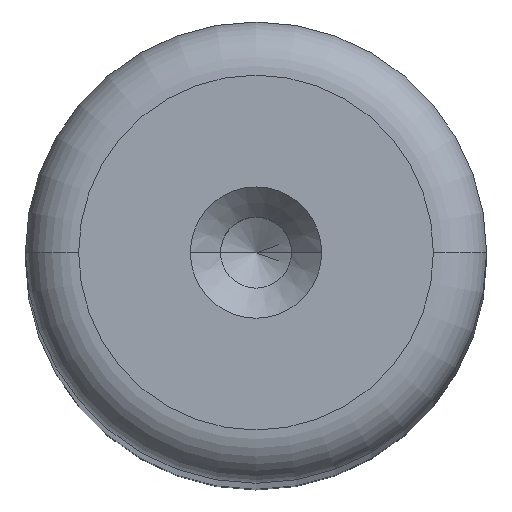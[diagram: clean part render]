
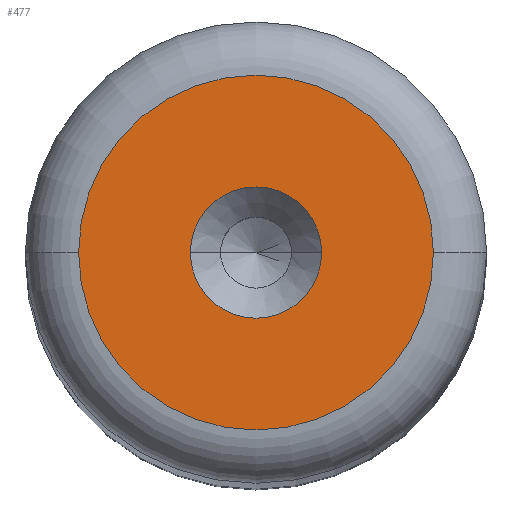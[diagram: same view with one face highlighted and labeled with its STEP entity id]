
A CAD part, top view. The second image highlights one B-rep face of the part: STEP entity #477.
In plain terms, the highlighted planar face has unit normal (0, 0, 1).
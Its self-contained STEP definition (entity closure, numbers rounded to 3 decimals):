
#2 = EDGE_CURVE ( 'NONE', #849, #1527, #353, .T. ) ;
#49 = EDGE_LOOP ( 'NONE', ( #1247, #639 ) ) ;
#65 = CARTESIAN_POINT ( 'NONE',  ( -5., 0., 110. ) ) ;
#82 = CARTESIAN_POINT ( 'NONE',  ( -1.85, 0., 110. ) ) ;
#83 = DIRECTION ( 'NONE',  ( 0., 0., 1. ) ) ;
#263 = DIRECTION ( 'NONE',  ( 1., 0., 0. ) ) ;
#280 = DIRECTION ( 'NONE',  ( 0., 0., 1. ) ) ;
#353 = CIRCLE ( 'NONE', #971, 5. ) ;
#370 = DIRECTION ( 'NONE',  ( 1., 0., 0. ) ) ;
#375 = AXIS2_PLACEMENT_3D ( 'NONE', #1259, #280, #263 ) ;
#477 = ADVANCED_FACE ( 'NONE', ( #1548, #672 ), #825, .T. ) ;
#479 = CARTESIAN_POINT ( 'NONE',  ( 0., 0., 110. ) ) ;
#568 = CARTESIAN_POINT ( 'NONE',  ( 0., 0., 110. ) ) ;
#595 = DIRECTION ( 'NONE',  ( 1., 0., 0. ) ) ;
#608 = AXIS2_PLACEMENT_3D ( 'NONE', #830, #83, #939 ) ;
#626 = AXIS2_PLACEMENT_3D ( 'NONE', #568, #1399, #685 ) ;
#639 = ORIENTED_EDGE ( 'NONE', *, *, #2, .T. ) ;
#672 = FACE_OUTER_BOUND ( 'NONE', #49, .T. ) ;
#685 = DIRECTION ( 'NONE',  ( 1., 0., 0. ) ) ;
#725 = EDGE_LOOP ( 'NONE', ( #1038, #960 ) ) ;
#743 = CARTESIAN_POINT ( 'NONE',  ( 0., 0., 110. ) ) ;
#748 = DIRECTION ( 'NONE',  ( 0., 0., 1. ) ) ;
#825 = PLANE ( 'NONE',  #375 ) ;
#830 = CARTESIAN_POINT ( 'NONE',  ( 0., 0., 110. ) ) ;
#849 = VERTEX_POINT ( 'NONE', #65 ) ;
#890 = CARTESIAN_POINT ( 'NONE',  ( 5., 0., 110. ) ) ;
#925 = AXIS2_PLACEMENT_3D ( 'NONE', #479, #1298, #595 ) ;
#939 = DIRECTION ( 'NONE',  ( 1., 0., 0. ) ) ;
#960 = ORIENTED_EDGE ( 'NONE', *, *, #969, .F. ) ;
#969 = EDGE_CURVE ( 'NONE', #1422, #1506, #1186, .T. ) ;
#971 = AXIS2_PLACEMENT_3D ( 'NONE', #743, #748, #370 ) ;
#976 = CIRCLE ( 'NONE', #626, 5. ) ;
#1004 = EDGE_CURVE ( 'NONE', #1506, #1422, #1406, .T. ) ;
#1038 = ORIENTED_EDGE ( 'NONE', *, *, #1004, .F. ) ;
#1186 = CIRCLE ( 'NONE', #608, 1.85 ) ;
#1247 = ORIENTED_EDGE ( 'NONE', *, *, #1309, .T. ) ;
#1259 = CARTESIAN_POINT ( 'NONE',  ( 0., 0., 110. ) ) ;
#1298 = DIRECTION ( 'NONE',  ( 0., 0., 1. ) ) ;
#1309 = EDGE_CURVE ( 'NONE', #1527, #849, #976, .T. ) ;
#1399 = DIRECTION ( 'NONE',  ( 0., 0., 1. ) ) ;
#1406 = CIRCLE ( 'NONE', #925, 1.85 ) ;
#1422 = VERTEX_POINT ( 'NONE', #82 ) ;
#1475 = CARTESIAN_POINT ( 'NONE',  ( 1.85, 0., 110. ) ) ;
#1506 = VERTEX_POINT ( 'NONE', #1475 ) ;
#1527 = VERTEX_POINT ( 'NONE', #890 ) ;
#1548 = FACE_BOUND ( 'NONE', #725, .T. ) ;
